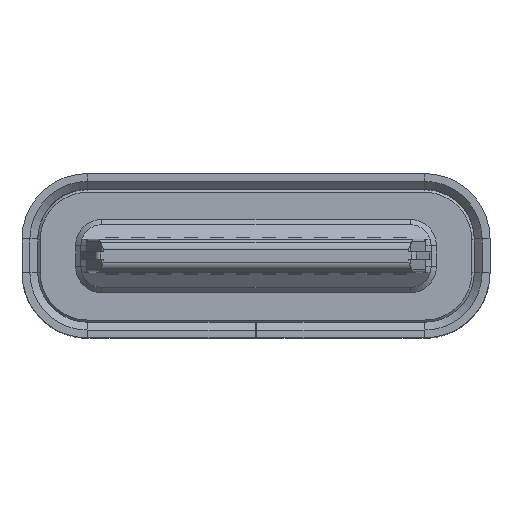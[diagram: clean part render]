
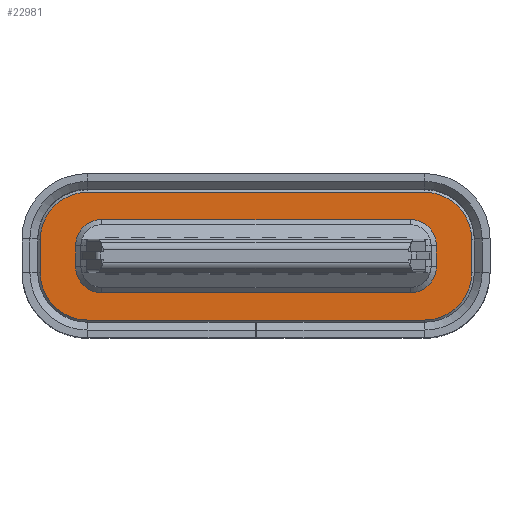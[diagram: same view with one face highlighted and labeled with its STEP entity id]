
A CAD part, top view. The second image highlights one B-rep face of the part: STEP entity #22981.
In plain terms, the highlighted planar face has unit normal (0, 0, 1).
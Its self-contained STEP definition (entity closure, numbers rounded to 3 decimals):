
#539 = CARTESIAN_POINT ( 'NONE',  ( 2.945, -0.7, -4.92 ) ) ;
#550 = CARTESIAN_POINT ( 'NONE',  ( -3.22, -0.32, -4.92 ) ) ;
#804 = VERTEX_POINT ( 'NONE', #24938 ) ;
#866 = CARTESIAN_POINT ( 'NONE',  ( -4.12, 0.32, -4.92 ) ) ;
#1093 = CARTESIAN_POINT ( 'NONE',  ( -3.445, 0.2, -4.92 ) ) ;
#1329 = EDGE_CURVE ( 'NONE', #6170, #7406, #14311, .T. ) ;
#1479 = CARTESIAN_POINT ( 'NONE',  ( -3.22, -1.22, -4.92 ) ) ;
#1651 = VECTOR ( 'NONE', #3110, 1000. ) ;
#1845 = ORIENTED_EDGE ( 'NONE', *, *, #26478, .T. ) ;
#2430 = CARTESIAN_POINT ( 'NONE',  ( 2.945, -0.2, -4.92 ) ) ;
#2543 = AXIS2_PLACEMENT_3D ( 'NONE', #13845, #15868, #17955 ) ;
#2635 = DIRECTION ( 'NONE',  ( 0., 0., 1. ) ) ;
#2717 = VERTEX_POINT ( 'NONE', #539 ) ;
#2761 = ORIENTED_EDGE ( 'NONE', *, *, #18916, .F. ) ;
#3047 = EDGE_CURVE ( 'NONE', #5502, #19153, #20448, .T. ) ;
#3078 = CARTESIAN_POINT ( 'NONE',  ( 3.96, -0.7, -4.92 ) ) ;
#3110 = DIRECTION ( 'NONE',  ( 0., -1., 0. ) ) ;
#3121 = ORIENTED_EDGE ( 'NONE', *, *, #5879, .F. ) ;
#3150 = CARTESIAN_POINT ( 'NONE',  ( 3.445, 0.6, -4.92 ) ) ;
#3222 = ORIENTED_EDGE ( 'NONE', *, *, #24701, .F. ) ;
#3696 = DIRECTION ( 'NONE',  ( 0., 0., -1. ) ) ;
#3797 = ORIENTED_EDGE ( 'NONE', *, *, #19904, .T. ) ;
#3812 = ORIENTED_EDGE ( 'NONE', *, *, #10470, .T. ) ;
#3995 = DIRECTION ( 'NONE',  ( 1., 0., 0. ) ) ;
#4273 = EDGE_CURVE ( 'NONE', #15235, #7356, #8580, .T. ) ;
#4362 = VERTEX_POINT ( 'NONE', #4813 ) ;
#4681 = CIRCLE ( 'NONE', #2543, 0.5 ) ;
#4813 = CARTESIAN_POINT ( 'NONE',  ( 3.22, 1.22, -4.92 ) ) ;
#4973 = CARTESIAN_POINT ( 'NONE',  ( -4.12, -0.32, -4.92 ) ) ;
#5052 = DIRECTION ( 'NONE',  ( -1., 0., 0. ) ) ;
#5421 = CARTESIAN_POINT ( 'NONE',  ( 4.12, 0.32, -4.92 ) ) ;
#5487 = CARTESIAN_POINT ( 'NONE',  ( -3.445, 0.6, -4.92 ) ) ;
#5502 = VERTEX_POINT ( 'NONE', #4973 ) ;
#5879 = EDGE_CURVE ( 'NONE', #804, #13491, #11686, .T. ) ;
#5906 = VECTOR ( 'NONE', #21853, 1000. ) ;
#6170 = VERTEX_POINT ( 'NONE', #13424 ) ;
#6177 = CARTESIAN_POINT ( 'NONE',  ( 3.22, -0.32, -4.92 ) ) ;
#6357 = EDGE_CURVE ( 'NONE', #804, #15144, #12635, .T. ) ;
#6565 = CARTESIAN_POINT ( 'NONE',  ( -2.945, -0.2, -4.92 ) ) ;
#6613 = VECTOR ( 'NONE', #17715, 1000. ) ;
#7356 = VERTEX_POINT ( 'NONE', #24084 ) ;
#7406 = VERTEX_POINT ( 'NONE', #24255 ) ;
#7438 = EDGE_CURVE ( 'NONE', #14274, #24017, #15528, .T. ) ;
#7528 = VECTOR ( 'NONE', #26280, 1000. ) ;
#7700 = CARTESIAN_POINT ( 'NONE',  ( 3.22, 0.32, -4.92 ) ) ;
#8047 = ORIENTED_EDGE ( 'NONE', *, *, #19006, .F. ) ;
#8262 = CARTESIAN_POINT ( 'NONE',  ( -3.22, 1.22, -4.92 ) ) ;
#8580 = CIRCLE ( 'NONE', #26611, 0.5 ) ;
#8597 = ORIENTED_EDGE ( 'NONE', *, *, #6357, .T. ) ;
#9815 = VECTOR ( 'NONE', #21097, 1000. ) ;
#9889 = VERTEX_POINT ( 'NONE', #5421 ) ;
#10470 = EDGE_CURVE ( 'NONE', #6170, #9889, #26834, .T. ) ;
#10596 = VERTEX_POINT ( 'NONE', #13876 ) ;
#10679 = LINE ( 'NONE', #11036, #26747 ) ;
#11004 = CIRCLE ( 'NONE', #17989, 0.5 ) ;
#11036 = CARTESIAN_POINT ( 'NONE',  ( 3.22, 1.22, -4.92 ) ) ;
#11523 = AXIS2_PLACEMENT_3D ( 'NONE', #17447, #23892, #5052 ) ;
#11686 = CIRCLE ( 'NONE', #26150, 0.5 ) ;
#11782 = DIRECTION ( 'NONE',  ( 0., -1., 0. ) ) ;
#12376 = AXIS2_PLACEMENT_3D ( 'NONE', #550, #2635, #14940 ) ;
#12635 = LINE ( 'NONE', #22655, #25098 ) ;
#12695 = CARTESIAN_POINT ( 'NONE',  ( -2.945, 0.2, -4.92 ) ) ;
#12801 = CIRCLE ( 'NONE', #11523, 0.9 ) ;
#12854 = DIRECTION ( 'NONE',  ( 0., 0., -1. ) ) ;
#13034 = DIRECTION ( 'NONE',  ( -1., 0., 0. ) ) ;
#13214 = EDGE_LOOP ( 'NONE', ( #3121, #8597, #13303, #23698, #1845, #3797, #13581, #3222 ) ) ;
#13303 = ORIENTED_EDGE ( 'NONE', *, *, #23155, .T. ) ;
#13424 = CARTESIAN_POINT ( 'NONE',  ( 4.12, -0.32, -4.92 ) ) ;
#13491 = VERTEX_POINT ( 'NONE', #1093 ) ;
#13581 = ORIENTED_EDGE ( 'NONE', *, *, #4273, .F. ) ;
#13733 = DIRECTION ( 'NONE',  ( 0., 0., 1. ) ) ;
#13755 = AXIS2_PLACEMENT_3D ( 'NONE', #7700, #13733, #15922 ) ;
#13813 = FACE_BOUND ( 'NONE', #13214, .T. ) ;
#13845 = CARTESIAN_POINT ( 'NONE',  ( 2.945, 0.2, -4.92 ) ) ;
#13876 = CARTESIAN_POINT ( 'NONE',  ( -4.12, 0.32, -4.92 ) ) ;
#14274 = VERTEX_POINT ( 'NONE', #19296 ) ;
#14311 = CIRCLE ( 'NONE', #25871, 0.9 ) ;
#14940 = DIRECTION ( 'NONE',  ( -1., 0., 0. ) ) ;
#15144 = VERTEX_POINT ( 'NONE', #16409 ) ;
#15235 = VERTEX_POINT ( 'NONE', #18504 ) ;
#15324 = CARTESIAN_POINT ( 'NONE',  ( 3.22, 0.32, -4.92 ) ) ;
#15444 = FACE_OUTER_BOUND ( 'NONE', #20126, .T. ) ;
#15528 = LINE ( 'NONE', #3150, #23411 ) ;
#15542 = EDGE_CURVE ( 'NONE', #9889, #4362, #18978, .T. ) ;
#15868 = DIRECTION ( 'NONE',  ( 0., 0., -1. ) ) ;
#15922 = DIRECTION ( 'NONE',  ( 1., 0., 0. ) ) ;
#15943 = ORIENTED_EDGE ( 'NONE', *, *, #16618, .T. ) ;
#16312 = DIRECTION ( 'NONE',  ( 1., 0., 0. ) ) ;
#16409 = CARTESIAN_POINT ( 'NONE',  ( 2.945, 0.7, -4.92 ) ) ;
#16618 = EDGE_CURVE ( 'NONE', #4362, #23437, #10679, .T. ) ;
#16651 = DIRECTION ( 'NONE',  ( 0., 0., 1. ) ) ;
#17046 = DIRECTION ( 'NONE',  ( 0., 0., -1. ) ) ;
#17413 = DIRECTION ( 'NONE',  ( 1., 0., 0. ) ) ;
#17447 = CARTESIAN_POINT ( 'NONE',  ( -3.22, 0.32, -4.92 ) ) ;
#17567 = ORIENTED_EDGE ( 'NONE', *, *, #1329, .F. ) ;
#17639 = LINE ( 'NONE', #5487, #1651 ) ;
#17715 = DIRECTION ( 'NONE',  ( 0., 1., 0. ) ) ;
#17955 = DIRECTION ( 'NONE',  ( 1., 0., 0. ) ) ;
#17989 = AXIS2_PLACEMENT_3D ( 'NONE', #2430, #17046, #23731 ) ;
#18504 = CARTESIAN_POINT ( 'NONE',  ( -3.445, -0.2, -4.92 ) ) ;
#18916 = EDGE_CURVE ( 'NONE', #10596, #23437, #12801, .T. ) ;
#18978 = CIRCLE ( 'NONE', #13755, 0.9 ) ;
#19006 = EDGE_CURVE ( 'NONE', #5502, #10596, #19036, .T. ) ;
#19036 = LINE ( 'NONE', #866, #6613 ) ;
#19153 = VERTEX_POINT ( 'NONE', #1479 ) ;
#19296 = CARTESIAN_POINT ( 'NONE',  ( 3.445, 0.2, -4.92 ) ) ;
#19320 = EDGE_CURVE ( 'NONE', #19153, #7406, #20969, .T. ) ;
#19904 = EDGE_CURVE ( 'NONE', #2717, #7356, #24226, .T. ) ;
#20126 = EDGE_LOOP ( 'NONE', ( #15943, #2761, #8047, #20173, #25147, #17567, #3812, #27013 ) ) ;
#20173 = ORIENTED_EDGE ( 'NONE', *, *, #3047, .T. ) ;
#20448 = CIRCLE ( 'NONE', #12376, 0.9 ) ;
#20679 = CARTESIAN_POINT ( 'NONE',  ( 3.445, -0.2, -4.92 ) ) ;
#20969 = LINE ( 'NONE', #25137, #9815 ) ;
#21097 = DIRECTION ( 'NONE',  ( 1., 0., 0. ) ) ;
#21853 = DIRECTION ( 'NONE',  ( 0., 1., 0. ) ) ;
#22032 = CARTESIAN_POINT ( 'NONE',  ( 4.12, 0.32, -4.92 ) ) ;
#22655 = CARTESIAN_POINT ( 'NONE',  ( 3.96, 0.7, -4.92 ) ) ;
#22663 = AXIS2_PLACEMENT_3D ( 'NONE', #15324, #12854, #17413 ) ;
#22981 = ADVANCED_FACE ( 'NONE', ( #15444, #13813 ), #25508, .F. ) ;
#23155 = EDGE_CURVE ( 'NONE', #15144, #14274, #4681, .T. ) ;
#23411 = VECTOR ( 'NONE', #11782, 1000. ) ;
#23437 = VERTEX_POINT ( 'NONE', #8262 ) ;
#23698 = ORIENTED_EDGE ( 'NONE', *, *, #7438, .T. ) ;
#23731 = DIRECTION ( 'NONE',  ( 1., 0., 0. ) ) ;
#23892 = DIRECTION ( 'NONE',  ( 0., 0., -1. ) ) ;
#24017 = VERTEX_POINT ( 'NONE', #20679 ) ;
#24084 = CARTESIAN_POINT ( 'NONE',  ( -2.945, -0.7, -4.92 ) ) ;
#24226 = LINE ( 'NONE', #3078, #7528 ) ;
#24255 = CARTESIAN_POINT ( 'NONE',  ( 3.22, -1.22, -4.92 ) ) ;
#24701 = EDGE_CURVE ( 'NONE', #13491, #15235, #17639, .T. ) ;
#24938 = CARTESIAN_POINT ( 'NONE',  ( -2.945, 0.7, -4.92 ) ) ;
#25098 = VECTOR ( 'NONE', #3995, 1000. ) ;
#25137 = CARTESIAN_POINT ( 'NONE',  ( -3.22, -1.22, -4.92 ) ) ;
#25147 = ORIENTED_EDGE ( 'NONE', *, *, #19320, .T. ) ;
#25508 = PLANE ( 'NONE',  #22663 ) ;
#25574 = DIRECTION ( 'NONE',  ( 0., 0., 1. ) ) ;
#25694 = DIRECTION ( 'NONE',  ( -1., 0., 0. ) ) ;
#25871 = AXIS2_PLACEMENT_3D ( 'NONE', #6177, #3696, #16312 ) ;
#26150 = AXIS2_PLACEMENT_3D ( 'NONE', #12695, #16651, #27074 ) ;
#26280 = DIRECTION ( 'NONE',  ( -1., 0., 0. ) ) ;
#26478 = EDGE_CURVE ( 'NONE', #24017, #2717, #11004, .T. ) ;
#26611 = AXIS2_PLACEMENT_3D ( 'NONE', #6565, #25574, #13034 ) ;
#26747 = VECTOR ( 'NONE', #25694, 1000. ) ;
#26834 = LINE ( 'NONE', #22032, #5906 ) ;
#27013 = ORIENTED_EDGE ( 'NONE', *, *, #15542, .T. ) ;
#27074 = DIRECTION ( 'NONE',  ( -1., 0., 0. ) ) ;
